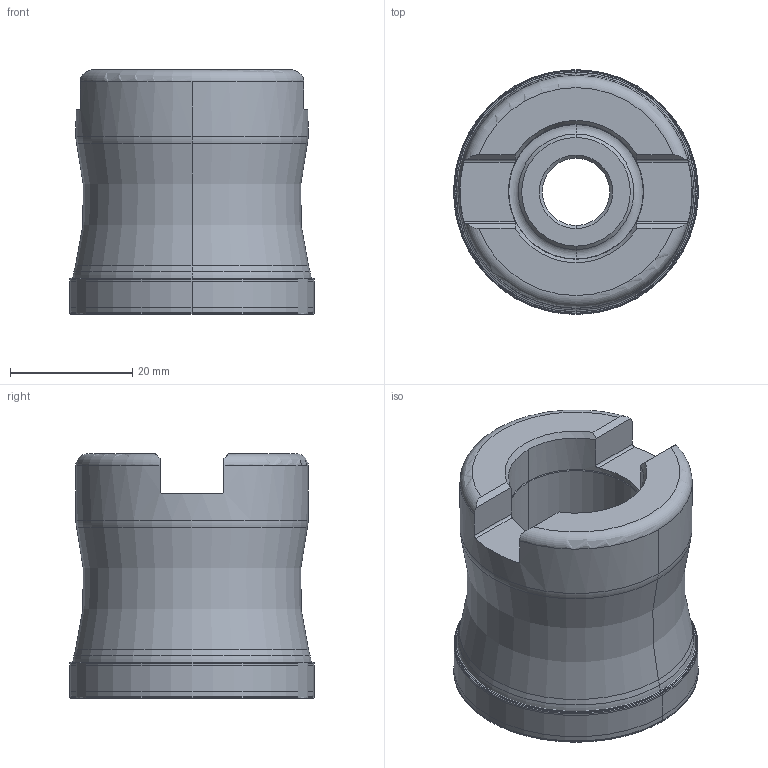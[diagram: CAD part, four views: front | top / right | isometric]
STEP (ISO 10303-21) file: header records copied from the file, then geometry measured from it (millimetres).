
FILE_DESCRIPTION((''),'2;1');
FILE_NAME('2J1D040R00','2015-10-30T',('nassauer'),(''),'PRO/ENGINEER BY PARAMETRIC TECHNOLOGY CORPORATION, 2011490','PRO/ENGINEER BY PARAMETRIC TECHNOLOGY CORPORATION, 2011490','');
FILE_SCHEMA(('AUTOMOTIVE_DESIGN { 1 2 10303 214 0 1 1 1 }'));
Length unit declared in the file: millimetre
Products named in the file (3): NOCUT; CUT; 2J1D040R00
Assembly tree (2 placements, depth 2):
  2J1D040R00
    NOCUT
    CUT
Bounding box: 40.01 x 40.01 x 40 mm (x, y, z)
Volume: 32269.2 mm3; surface area: 11267.9 mm2
Topology: 2 solids, 2 shells, 116 faces, 256 edges, 146 vertices
Faces by surface type: revolution 46, torus 22, cylinder 16, plane 16, cone 16
Entity records: 6985 total; most frequent: CARTESIAN_POINT 3504, DIRECTION 528, ORIENTED_EDGE 508, PRESENTATION_STYLE_ASSIGNMENT 262, STYLED_ITEM 262, CURVE_STYLE 260, EDGE_CURVE 254, AXIS2_PLACEMENT_3D 215
